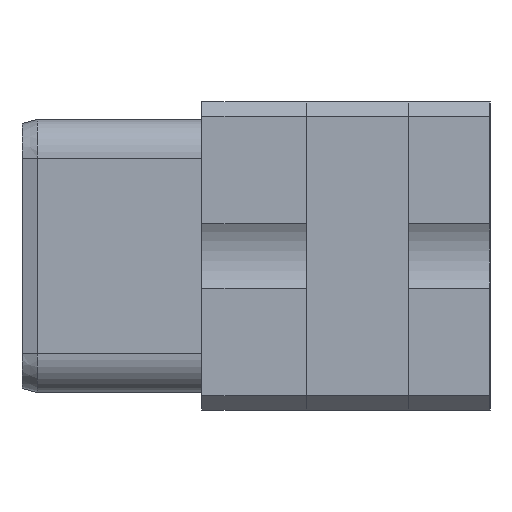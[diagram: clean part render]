
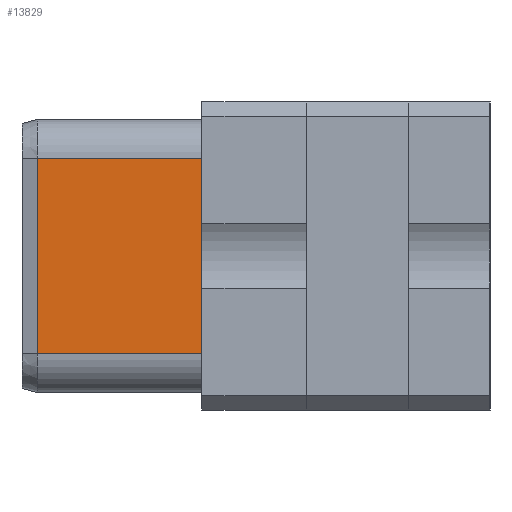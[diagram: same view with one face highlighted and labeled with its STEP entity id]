
A CAD part, left-side view. The second image highlights one B-rep face of the part: STEP entity #13829.
In plain terms, the highlighted planar face has unit normal (-1, 0, 0).
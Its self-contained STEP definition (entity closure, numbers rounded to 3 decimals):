
#242=DIRECTION('',(0.,0.,1.));
#243=VECTOR('',#242,9.61);
#244=CARTESIAN_POINT('',(-36.179,0.024,-4.805));
#245=LINE('',#244,#243);
#3145=DIRECTION('',(0.,0.,1.));
#3146=VECTOR('',#3145,9.61);
#3147=CARTESIAN_POINT('',(-36.179,8.113,-4.805));
#3148=LINE('',#3147,#3146);
#3158=DIRECTION('',(0.,1.,0.));
#3159=VECTOR('',#3158,8.089);
#3160=CARTESIAN_POINT('',(-36.179,0.024,4.805));
#3161=LINE('',#3160,#3159);
#3200=DIRECTION('',(0.,1.,0.));
#3201=VECTOR('',#3200,8.089);
#3202=CARTESIAN_POINT('',(-36.179,0.024,-4.805));
#3203=LINE('',#3202,#3201);
#8582=CARTESIAN_POINT('',(-36.179,0.024,-4.805));
#8584=VERTEX_POINT('',#8582);
#8587=CARTESIAN_POINT('',(-36.179,0.024,4.805));
#8589=VERTEX_POINT('',#8587);
#8614=CARTESIAN_POINT('',(-36.179,8.113,-4.805));
#8615=CARTESIAN_POINT('',(-36.179,8.113,4.805));
#8616=VERTEX_POINT('',#8614);
#8617=VERTEX_POINT('',#8615);
#13816=CARTESIAN_POINT('',(-36.179,0.,-6.705));
#13817=DIRECTION('',(-1.,0.,0.));
#13818=DIRECTION('',(0.,0.,1.));
#13819=AXIS2_PLACEMENT_3D('',#13816,#13817,#13818);
#13820=PLANE('',#13819);
#13821=ORIENTED_EDGE('',*,*,#13810,.T.);
#13823=ORIENTED_EDGE('',*,*,#13822,.F.);
#13824=ORIENTED_EDGE('',*,*,#11084,.F.);
#13826=ORIENTED_EDGE('',*,*,#13825,.T.);
#13827=EDGE_LOOP('',(#13821,#13823,#13824,#13826));
#13828=FACE_OUTER_BOUND('',#13827,.F.);
#13829=ADVANCED_FACE('',(#13828),#13820,.T.);
#11084=EDGE_CURVE('',#8584,#8589,#245,.T.);
#13810=EDGE_CURVE('',#8616,#8617,#3148,.T.);
#13822=EDGE_CURVE('',#8589,#8617,#3161,.T.);
#13825=EDGE_CURVE('',#8584,#8616,#3203,.T.);
